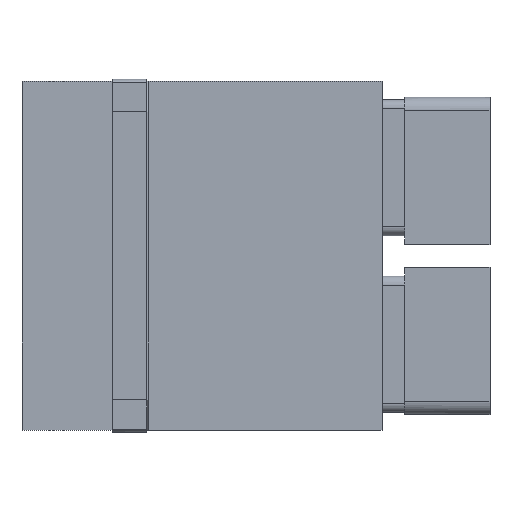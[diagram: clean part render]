
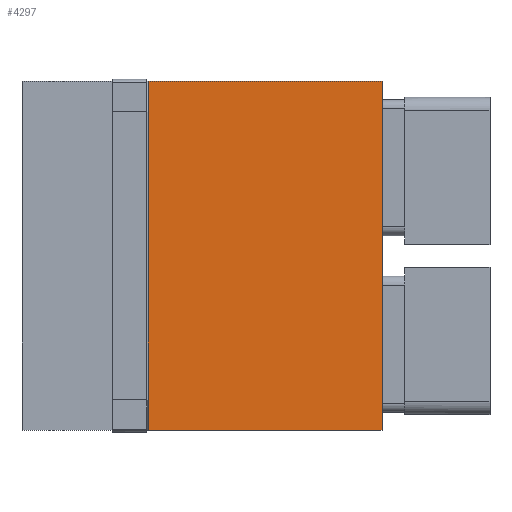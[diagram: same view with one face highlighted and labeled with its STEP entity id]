
A CAD part, top view. The second image highlights one B-rep face of the part: STEP entity #4297.
In plain terms, the highlighted planar face has unit normal (0, 0, 1).
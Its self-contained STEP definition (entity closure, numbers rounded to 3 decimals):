
#2572 = VERTEX_POINT('',#2573);
#2573 = CARTESIAN_POINT('',(4.4,-7.75,6.35));
#2579 = EDGE_CURVE('',#2572,#2580,#2582,.T.);
#2580 = VERTEX_POINT('',#2581);
#2581 = CARTESIAN_POINT('',(-6.,-7.75,6.35));
#2582 = LINE('',#2583,#2584);
#2583 = CARTESIAN_POINT('',(4.4,-7.75,6.35));
#2584 = VECTOR('',#2585,1.);
#2585 = DIRECTION('',(-1.,0.,0.));
#2672 = VERTEX_POINT('',#2673);
#2673 = CARTESIAN_POINT('',(4.4,7.75,6.35));
#2679 = EDGE_CURVE('',#2572,#2672,#2680,.T.);
#2680 = LINE('',#2681,#2682);
#2681 = CARTESIAN_POINT('',(4.4,7.75,6.35));
#2682 = VECTOR('',#2683,1.);
#2683 = DIRECTION('',(0.,1.,0.));
#2782 = VERTEX_POINT('',#2783);
#2783 = CARTESIAN_POINT('',(-6.,7.75,6.35));
#2789 = EDGE_CURVE('',#2672,#2782,#2790,.T.);
#2790 = LINE('',#2791,#2792);
#2791 = CARTESIAN_POINT('',(4.4,7.75,6.35));
#2792 = VECTOR('',#2793,1.);
#2793 = DIRECTION('',(-1.,0.,0.));
#4270 = EDGE_CURVE('',#2782,#2580,#4271,.T.);
#4271 = LINE('',#4272,#4273);
#4272 = CARTESIAN_POINT('',(-6.,7.75,6.35));
#4273 = VECTOR('',#4274,1.);
#4274 = DIRECTION('',(0.,-1.,0.));
#4297 = ADVANCED_FACE('',(#4298),#4304,.T.);
#4298 = FACE_BOUND('',#4299,.T.);
#4299 = EDGE_LOOP('',(#4300,#4301,#4302,#4303));
#4300 = ORIENTED_EDGE('',*,*,#4270,.T.);
#4301 = ORIENTED_EDGE('',*,*,#2579,.F.);
#4302 = ORIENTED_EDGE('',*,*,#2679,.T.);
#4303 = ORIENTED_EDGE('',*,*,#2789,.T.);
#4304 = PLANE('',#4305);
#4305 = AXIS2_PLACEMENT_3D('',#4306,#4307,#4308);
#4306 = CARTESIAN_POINT('',(4.4,7.75,6.35));
#4307 = DIRECTION('',(0.,0.,1.));
#4308 = DIRECTION('',(0.,1.,0.));
